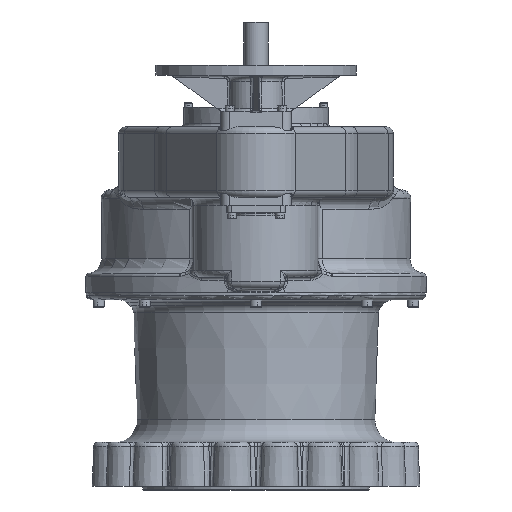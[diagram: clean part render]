
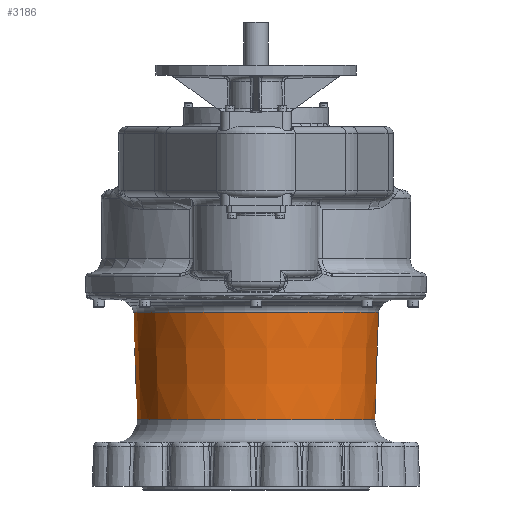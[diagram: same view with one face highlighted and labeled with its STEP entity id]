
A CAD part, left-side view. The second image highlights one B-rep face of the part: STEP entity #3186.
In plain terms, the highlighted conical face has half-angle 2 degrees and reference radius 245 mm.
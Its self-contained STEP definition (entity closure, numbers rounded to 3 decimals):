
#3186 = ADVANCED_FACE( '', ( #8658, #8659 ), #8660, .T. );
#8658 = FACE_BOUND( '', #20534, .T. );
#8659 = FACE_OUTER_BOUND( '', #20535, .T. );
#8660 = CONICAL_SURFACE( '', #20536, 245., 0.035 );
#20534 = EDGE_LOOP( '', ( #68926 ) );
#20535 = EDGE_LOOP( '', ( #68927 ) );
#20536 = AXIS2_PLACEMENT_3D( '', #68928, #68929, #68930 );
#68926 = ORIENTED_EDGE( '', *, *, #90014, .T. );
#68927 = ORIENTED_EDGE( '', *, *, #90015, .T. );
#68928 = CARTESIAN_POINT( '', ( 0., 0., -309. ) );
#68929 = DIRECTION( '', ( 0., 0., 1. ) );
#68930 = DIRECTION( '', ( 0.707, 0.707, 0. ) );
#90014 = EDGE_CURVE( '', #100169, #100169, #100170, .T. );
#90015 = EDGE_CURVE( '', #100171, #100171, #100172, .T. );
#100169 = VERTEX_POINT( '', #120811 );
#100170 = CIRCLE( '', #120812, 246.626 );
#100171 = VERTEX_POINT( '', #120813 );
#100172 = CIRCLE( '', #120814, 254.381 );
#120811 = CARTESIAN_POINT( '', ( 174.391, 174.391, -262.43 ) );
#120812 = AXIS2_PLACEMENT_3D( '', #156486, #156487, #156488 );
#120813 = CARTESIAN_POINT( '', ( -179.874, -179.874, -40.367 ) );
#120814 = AXIS2_PLACEMENT_3D( '', #156489, #156490, #156491 );
#156486 = CARTESIAN_POINT( '', ( 0., 0., -262.43 ) );
#156487 = DIRECTION( '', ( 0., 0., 1. ) );
#156488 = DIRECTION( '', ( 0.707, 0.707, 0. ) );
#156489 = CARTESIAN_POINT( '', ( 0., 0., -40.367 ) );
#156490 = DIRECTION( '', ( 0., 0., -1. ) );
#156491 = DIRECTION( '', ( -0.707, -0.707, 0. ) );
